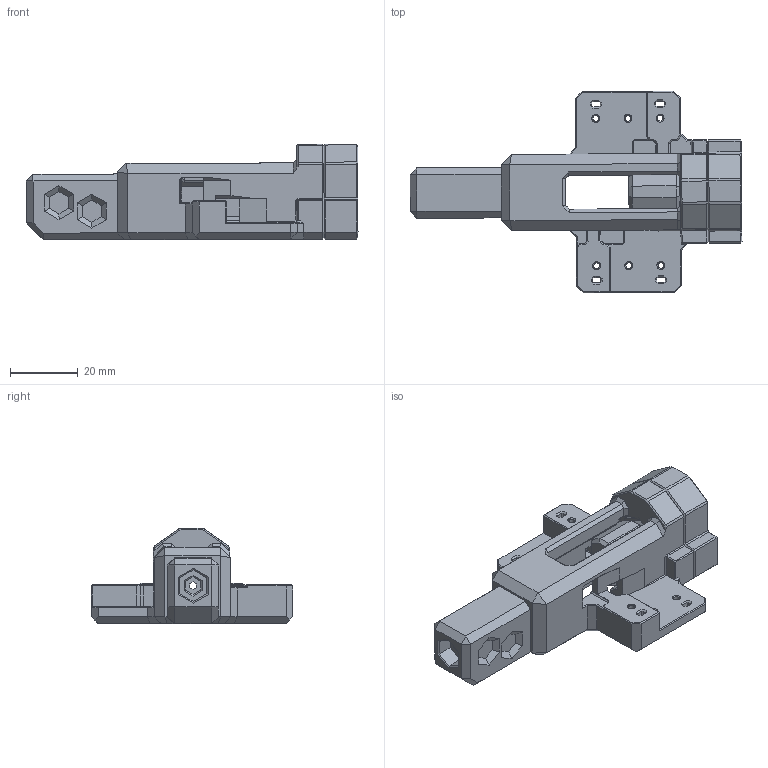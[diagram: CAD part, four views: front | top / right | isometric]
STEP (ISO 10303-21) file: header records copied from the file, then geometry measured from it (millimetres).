
FILE_DESCRIPTION(('FreeCAD Model'),'2;1');
FILE_NAME('Open CASCADE Shape Model','2025-02-19T13:58:11',( 'Theophile Boue'),('Uboe'),'Open CASCADE STEP processor 7.7', 'FreeCAD','Unknown');
FILE_SCHEMA(('AUTOMOTIVE_DESIGN { 1 0 10303 214 1 1 1 1 }'));
Length unit declared in the file: millimetre
Products named in the file (7): printables; ftc_sensor_plate001; Body004; ftc_sensor_slider001; Body005; ftc_sensor_guide001; Body003
Assembly tree (6 placements, depth 3):
  printables
    ftc_sensor_plate001
      Body004
    ftc_sensor_slider001
      Body005
    ftc_sensor_guide001
      Body003
Bounding box: 98.15 x 59.7 x 28.3 mm (x, y, z)
Volume: 40132.3 mm3; surface area: 18822.5 mm2
Topology: 3 solids, 3 shells, 839 faces, 2080 edges, 1257 vertices
Faces by surface type: plane 716, bspline 83, cone 22, cylinder 18
Full cylindrical faces by diameter (mm): 1.75 x6, 3.4 x3, 4.4 x3, 6 x3, 6.2 x1
Entity records: 27838 total; most frequent: CARTESIAN_POINT 4535, ORIENTED_EDGE 4160, DIRECTION 3587, EDGE_CURVE 2080, LINE 1893, VECTOR 1893, VERTEX_POINT 1257, PRESENTATION_STYLE_ASSIGNMENT 954
